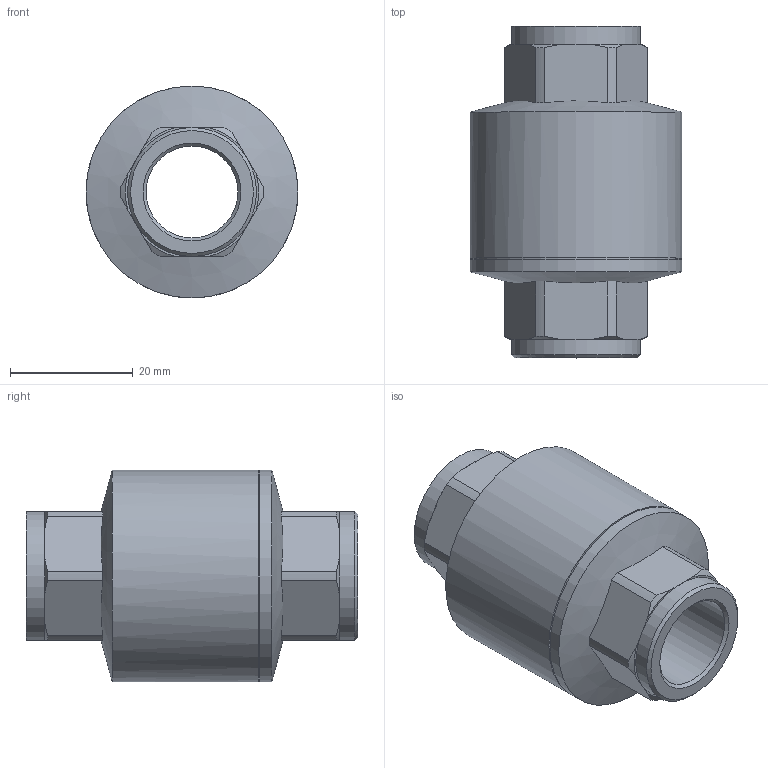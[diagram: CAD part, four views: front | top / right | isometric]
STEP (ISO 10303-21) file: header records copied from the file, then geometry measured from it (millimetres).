
FILE_DESCRIPTION(/* description */ ('Unknown'),/* implementation_level */ '2;1');
FILE_NAME(/* name */ '1422_1422NBR-03',/* time_stamp */ '2023-01-10T09:49:42+01:00',/* author */ ('Unknown'),/* organization */ ('Unknown'),/* preprocessor_version */ 'ST-DEVELOPER v16.7',/* originating_system */ 'Solid Edge',/* authorisation */ 'Unknown');
FILE_SCHEMA (('AUTOMOTIVE_DESIGN {1 0 10303 214 3 1 1}'));
Length unit declared in the file: millimetre
Products named in the file (1): 1422-3_8
Bounding box: 34.5 x 54 x 34.5 mm (x, y, z)
Volume: 26054 mm3; surface area: 8687.3 mm2
Topology: 1 solids, 1 shells, 67 faces, 168 edges, 107 vertices
Faces by surface type: plane 30, cylinder 20, cone 17
Full cylindrical faces by diameter (mm): 14.95 x2, 15 x1, 21 x2, 33.5 x1, 34.5 x2
Entity records: 2433 total; most frequent: CARTESIAN_POINT 438, DIRECTION 314, ORIENTED_EDGE 298, EDGE_CURVE 149, AXIS2_PLACEMENT_3D 133, VERTEX_POINT 101, EDGE_LOOP 86, FACE_BOUND 86
